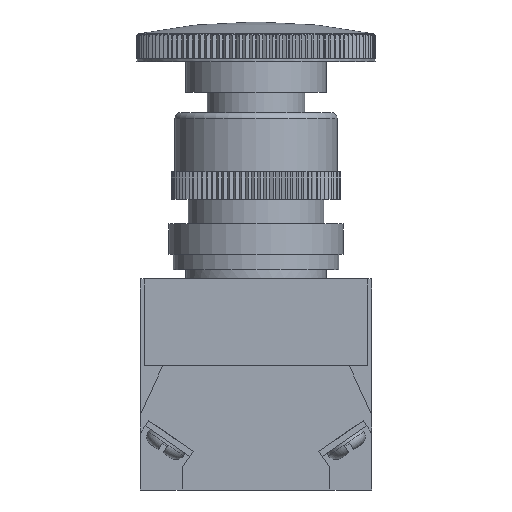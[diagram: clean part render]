
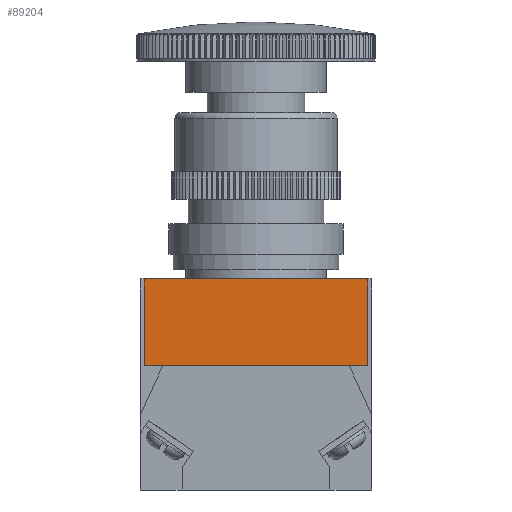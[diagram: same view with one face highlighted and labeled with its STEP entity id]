
A CAD part, left-side view. The second image highlights one B-rep face of the part: STEP entity #89204.
In plain terms, the highlighted planar face has unit normal (-1, 0, 0).
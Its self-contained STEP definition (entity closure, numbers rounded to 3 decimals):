
#88009 = PLANE('',#88010);
#88010 = AXIS2_PLACEMENT_3D('',#88011,#88012,#88013);
#88011 = CARTESIAN_POINT('',(5.5,18.25,34.5));
#88012 = DIRECTION('',(0.,0.,-1.));
#88013 = DIRECTION('',(-1.,0.,0.));
#88364 = VERTEX_POINT('',#88365);
#88365 = CARTESIAN_POINT('',(-15.2,18.25,34.5));
#88379 = PLANE('',#88380);
#88380 = AXIS2_PLACEMENT_3D('',#88381,#88382,#88383);
#88381 = CARTESIAN_POINT('',(-15.2,18.25,20.3));
#88382 = DIRECTION('',(0.,1.,0.));
#88383 = DIRECTION('',(0.,0.,1.));
#88391 = EDGE_CURVE('',#88392,#88364,#88394,.T.);
#88392 = VERTEX_POINT('',#88393);
#88393 = CARTESIAN_POINT('',(-15.2,-18.25,34.5));
#88394 = SURFACE_CURVE('',#88395,(#88399,#88406),.PCURVE_S1.);
#88395 = LINE('',#88396,#88397);
#88396 = CARTESIAN_POINT('',(-15.2,-18.25,34.5));
#88397 = VECTOR('',#88398,1.);
#88398 = DIRECTION('',(0.,1.,0.));
#88399 = PCURVE('',#88009,#88400);
#88400 = DEFINITIONAL_REPRESENTATION('',(#88401),#88405);
#88401 = LINE('',#88402,#88403);
#88402 = CARTESIAN_POINT('',(20.7,-36.5));
#88403 = VECTOR('',#88404,1.);
#88404 = DIRECTION('',(0.,1.));
#88405 = ( GEOMETRIC_REPRESENTATION_CONTEXT(2) 
PARAMETRIC_REPRESENTATION_CONTEXT() REPRESENTATION_CONTEXT('2D SPACE',''
  ) );
#88406 = PCURVE('',#88407,#88412);
#88407 = PLANE('',#88408);
#88408 = AXIS2_PLACEMENT_3D('',#88409,#88410,#88411);
#88409 = CARTESIAN_POINT('',(-15.2,-18.25,20.3));
#88410 = DIRECTION('',(1.,0.,0.));
#88411 = DIRECTION('',(0.,0.,1.));
#88412 = DEFINITIONAL_REPRESENTATION('',(#88413),#88417);
#88413 = LINE('',#88414,#88415);
#88414 = CARTESIAN_POINT('',(14.2,0.));
#88415 = VECTOR('',#88416,1.);
#88416 = DIRECTION('',(0.,-1.));
#88417 = ( GEOMETRIC_REPRESENTATION_CONTEXT(2) 
PARAMETRIC_REPRESENTATION_CONTEXT() REPRESENTATION_CONTEXT('2D SPACE',''
  ) );
#88435 = PLANE('',#88436);
#88436 = AXIS2_PLACEMENT_3D('',#88437,#88438,#88439);
#88437 = CARTESIAN_POINT('',(-15.2,-18.25,20.3));
#88438 = DIRECTION('',(0.,1.,0.));
#88439 = DIRECTION('',(0.,0.,1.));
#89078 = PLANE('',#89079);
#89079 = AXIS2_PLACEMENT_3D('',#89080,#89081,#89082);
#89080 = CARTESIAN_POINT('',(-15.2,-18.25,20.3));
#89081 = DIRECTION('',(0.,0.,1.));
#89082 = DIRECTION('',(1.,0.,0.));
#89160 = VERTEX_POINT('',#89161);
#89161 = CARTESIAN_POINT('',(-15.2,18.25,20.3));
#89182 = EDGE_CURVE('',#89160,#88364,#89183,.T.);
#89183 = SURFACE_CURVE('',#89184,(#89188,#89195),.PCURVE_S1.);
#89184 = LINE('',#89185,#89186);
#89185 = CARTESIAN_POINT('',(-15.2,18.25,20.3));
#89186 = VECTOR('',#89187,1.);
#89187 = DIRECTION('',(0.,0.,1.));
#89188 = PCURVE('',#88379,#89189);
#89189 = DEFINITIONAL_REPRESENTATION('',(#89190),#89194);
#89190 = LINE('',#89191,#89192);
#89191 = CARTESIAN_POINT('',(0.,0.));
#89192 = VECTOR('',#89193,1.);
#89193 = DIRECTION('',(1.,0.));
#89194 = ( GEOMETRIC_REPRESENTATION_CONTEXT(2) 
PARAMETRIC_REPRESENTATION_CONTEXT() REPRESENTATION_CONTEXT('2D SPACE',''
  ) );
#89195 = PCURVE('',#88407,#89196);
#89196 = DEFINITIONAL_REPRESENTATION('',(#89197),#89201);
#89197 = LINE('',#89198,#89199);
#89198 = CARTESIAN_POINT('',(0.,-36.5));
#89199 = VECTOR('',#89200,1.);
#89200 = DIRECTION('',(1.,0.));
#89201 = ( GEOMETRIC_REPRESENTATION_CONTEXT(2) 
PARAMETRIC_REPRESENTATION_CONTEXT() REPRESENTATION_CONTEXT('2D SPACE',''
  ) );
#89204 = ADVANCED_FACE('',(#89205),#88407,.F.);
#89205 = FACE_BOUND('',#89206,.F.);
#89206 = EDGE_LOOP('',(#89207,#89230,#89251,#89252));
#89207 = ORIENTED_EDGE('',*,*,#89208,.F.);
#89208 = EDGE_CURVE('',#89209,#88392,#89211,.T.);
#89209 = VERTEX_POINT('',#89210);
#89210 = CARTESIAN_POINT('',(-15.2,-18.25,20.3));
#89211 = SURFACE_CURVE('',#89212,(#89216,#89223),.PCURVE_S1.);
#89212 = LINE('',#89213,#89214);
#89213 = CARTESIAN_POINT('',(-15.2,-18.25,20.3));
#89214 = VECTOR('',#89215,1.);
#89215 = DIRECTION('',(0.,0.,1.));
#89216 = PCURVE('',#88407,#89217);
#89217 = DEFINITIONAL_REPRESENTATION('',(#89218),#89222);
#89218 = LINE('',#89219,#89220);
#89219 = CARTESIAN_POINT('',(0.,0.));
#89220 = VECTOR('',#89221,1.);
#89221 = DIRECTION('',(1.,0.));
#89222 = ( GEOMETRIC_REPRESENTATION_CONTEXT(2) 
PARAMETRIC_REPRESENTATION_CONTEXT() REPRESENTATION_CONTEXT('2D SPACE',''
  ) );
#89223 = PCURVE('',#88435,#89224);
#89224 = DEFINITIONAL_REPRESENTATION('',(#89225),#89229);
#89225 = LINE('',#89226,#89227);
#89226 = CARTESIAN_POINT('',(0.,0.));
#89227 = VECTOR('',#89228,1.);
#89228 = DIRECTION('',(1.,0.));
#89229 = ( GEOMETRIC_REPRESENTATION_CONTEXT(2) 
PARAMETRIC_REPRESENTATION_CONTEXT() REPRESENTATION_CONTEXT('2D SPACE',''
  ) );
#89230 = ORIENTED_EDGE('',*,*,#89231,.T.);
#89231 = EDGE_CURVE('',#89209,#89160,#89232,.T.);
#89232 = SURFACE_CURVE('',#89233,(#89237,#89244),.PCURVE_S1.);
#89233 = LINE('',#89234,#89235);
#89234 = CARTESIAN_POINT('',(-15.2,-18.25,20.3));
#89235 = VECTOR('',#89236,1.);
#89236 = DIRECTION('',(0.,1.,0.));
#89237 = PCURVE('',#88407,#89238);
#89238 = DEFINITIONAL_REPRESENTATION('',(#89239),#89243);
#89239 = LINE('',#89240,#89241);
#89240 = CARTESIAN_POINT('',(0.,0.));
#89241 = VECTOR('',#89242,1.);
#89242 = DIRECTION('',(0.,-1.));
#89243 = ( GEOMETRIC_REPRESENTATION_CONTEXT(2) 
PARAMETRIC_REPRESENTATION_CONTEXT() REPRESENTATION_CONTEXT('2D SPACE',''
  ) );
#89244 = PCURVE('',#89078,#89245);
#89245 = DEFINITIONAL_REPRESENTATION('',(#89246),#89250);
#89246 = LINE('',#89247,#89248);
#89247 = CARTESIAN_POINT('',(0.,0.));
#89248 = VECTOR('',#89249,1.);
#89249 = DIRECTION('',(0.,1.));
#89250 = ( GEOMETRIC_REPRESENTATION_CONTEXT(2) 
PARAMETRIC_REPRESENTATION_CONTEXT() REPRESENTATION_CONTEXT('2D SPACE',''
  ) );
#89251 = ORIENTED_EDGE('',*,*,#89182,.T.);
#89252 = ORIENTED_EDGE('',*,*,#88391,.F.);
